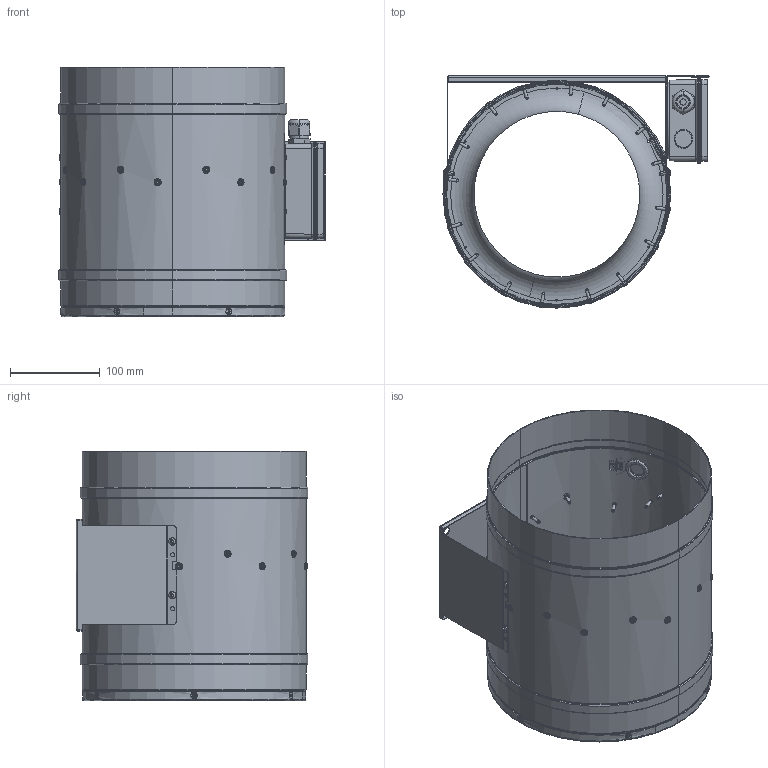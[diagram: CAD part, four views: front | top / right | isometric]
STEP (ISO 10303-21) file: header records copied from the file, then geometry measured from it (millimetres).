
FILE_DESCRIPTION (( 'STEP AP203' ), '1' );
FILE_NAME ('112382-03_EL250E201.STEP', '2013-10-29T08:51:46', ( '' ), ( '' ), 'SwSTEP 2.0', 'SolidWorks 2012', '' );
FILE_SCHEMA (( 'CONFIG_CONTROL_DESIGN' ));
Length unit declared in the file: millimetre
Products named in the file (1): 112382-03_EL250E201
Bounding box: 296.75 x 258.8 x 278 mm (x, y, z)
Surface area: 619365 mm2 (no closed solid volume)
Topology: 0 solids, 76 shells, 753 faces, 2377 edges, 1644 vertices
Faces by surface type: cylinder 327, plane 201, cone 123, torus 68, bspline 34
Entity records: 32480 total; most frequent: CARTESIAN_POINT 11645, DIRECTION 4574, ORIENTED_EDGE 3758, EDGE_CURVE 2377, AXIS2_PLACEMENT_3D 1898, VERTEX_POINT 1644, CIRCLE 1178, EDGE_LOOP 898
